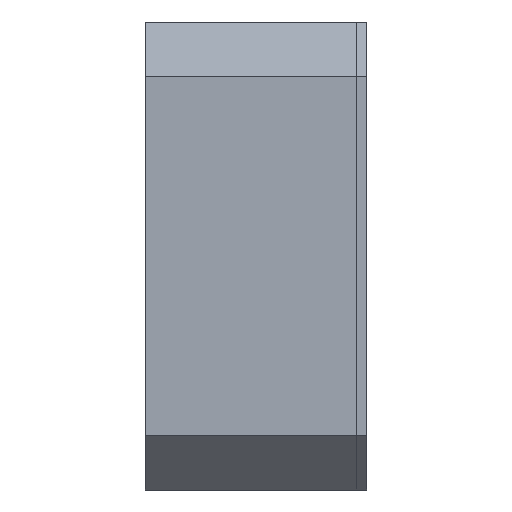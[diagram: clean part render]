
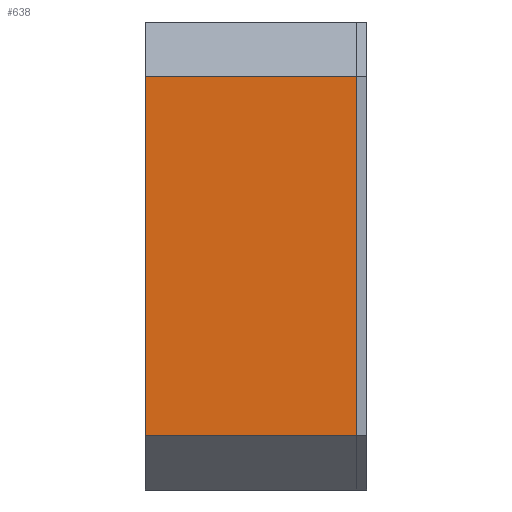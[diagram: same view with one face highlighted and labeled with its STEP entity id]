
A CAD part, left-side view. The second image highlights one B-rep face of the part: STEP entity #638.
In plain terms, the highlighted planar face has unit normal (-1, 0, 0).
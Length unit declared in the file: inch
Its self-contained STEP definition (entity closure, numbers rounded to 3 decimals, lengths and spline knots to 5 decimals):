
#16 = VECTOR ( 'NONE', #2934, 39.37008 ) ;
#140 = CARTESIAN_POINT ( 'NONE',  ( -0.058, 0.055, -0.0445 ) ) ;
#292 = VERTEX_POINT ( 'NONE', #1349 ) ;
#353 = CARTESIAN_POINT ( 'NONE',  ( -0.058, 0.0025, 0.0445 ) ) ;
#361 = ORIENTED_EDGE ( 'NONE', *, *, #3025, .F. ) ;
#552 = LINE ( 'NONE', #2866, #2469 ) ;
#619 = LINE ( 'NONE', #1587, #1041 ) ;
#638 = ADVANCED_FACE ( 'NONE', ( #1040 ), #2964, .F. ) ;
#664 = CARTESIAN_POINT ( 'NONE',  ( -0.058, 0.055, 0.0445 ) ) ;
#790 = AXIS2_PLACEMENT_3D ( 'NONE', #664, #1537, #2244 ) ;
#814 = ORIENTED_EDGE ( 'NONE', *, *, #929, .F. ) ;
#901 = DIRECTION ( 'NONE',  ( 0., -1., 0. ) ) ;
#929 = EDGE_CURVE ( 'NONE', #292, #2811, #933, .T. ) ;
#933 = LINE ( 'NONE', #2822, #2462 ) ;
#1040 = FACE_OUTER_BOUND ( 'NONE', #2717, .T. ) ;
#1041 = VECTOR ( 'NONE', #1312, 39.37008 ) ;
#1312 = DIRECTION ( 'NONE',  ( 0., 0., 1. ) ) ;
#1349 = CARTESIAN_POINT ( 'NONE',  ( -0.058, 0.055, 0.0445 ) ) ;
#1537 = DIRECTION ( 'NONE',  ( 1., 0., 0. ) ) ;
#1568 = CARTESIAN_POINT ( 'NONE',  ( -0.058, 0.0025, -0.0445 ) ) ;
#1587 = CARTESIAN_POINT ( 'NONE',  ( -0.058, 0.055, 0.0445 ) ) ;
#1599 = EDGE_CURVE ( 'NONE', #2119, #2531, #552, .T. ) ;
#1644 = ORIENTED_EDGE ( 'NONE', *, *, #2956, .F. ) ;
#1698 = DIRECTION ( 'NONE',  ( 0., -1., 0. ) ) ;
#2119 = VERTEX_POINT ( 'NONE', #140 ) ;
#2244 = DIRECTION ( 'NONE',  ( 0., 0., -1. ) ) ;
#2412 = ORIENTED_EDGE ( 'NONE', *, *, #1599, .T. ) ;
#2452 = LINE ( 'NONE', #353, #16 ) ;
#2462 = VECTOR ( 'NONE', #901, 39.37008 ) ;
#2469 = VECTOR ( 'NONE', #1698, 39.37008 ) ;
#2531 = VERTEX_POINT ( 'NONE', #1568 ) ;
#2555 = CARTESIAN_POINT ( 'NONE',  ( -0.058, 0.0025, 0.0445 ) ) ;
#2717 = EDGE_LOOP ( 'NONE', ( #1644, #814, #361, #2412 ) ) ;
#2811 = VERTEX_POINT ( 'NONE', #2555 ) ;
#2822 = CARTESIAN_POINT ( 'NONE',  ( -0.058, 0.055, 0.0445 ) ) ;
#2866 = CARTESIAN_POINT ( 'NONE',  ( -0.058, 0.055, -0.0445 ) ) ;
#2934 = DIRECTION ( 'NONE',  ( 0., 0., -1. ) ) ;
#2956 = EDGE_CURVE ( 'NONE', #2811, #2531, #2452, .T. ) ;
#2964 = PLANE ( 'NONE',  #790 ) ;
#3025 = EDGE_CURVE ( 'NONE', #2119, #292, #619, .T. ) ;
